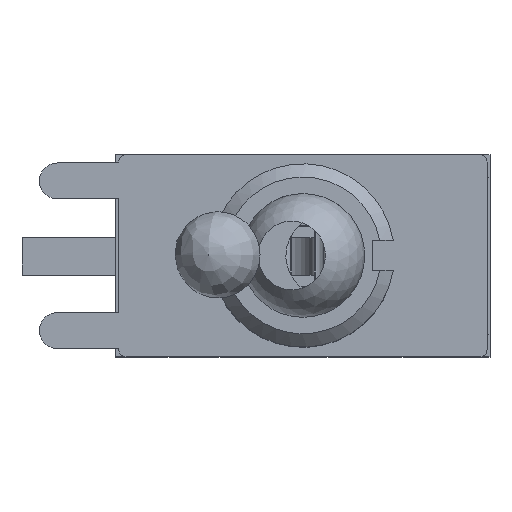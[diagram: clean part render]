
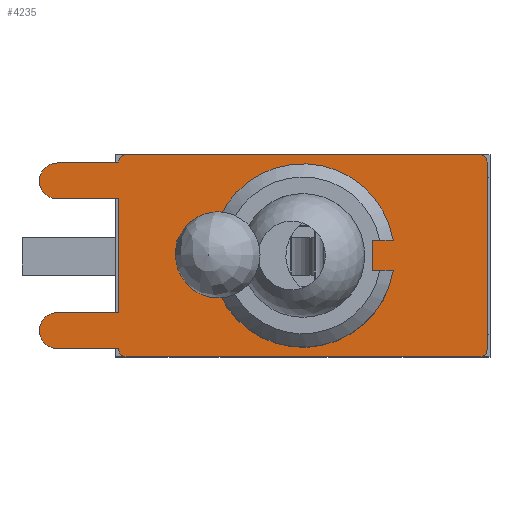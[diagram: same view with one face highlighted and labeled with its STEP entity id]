
A CAD part, top view. The second image highlights one B-rep face of the part: STEP entity #4235.
In plain terms, the highlighted planar face has unit normal (0, 0, 1).
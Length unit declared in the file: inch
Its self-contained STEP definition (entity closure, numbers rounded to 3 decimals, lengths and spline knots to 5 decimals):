
#47=FACE_BOUND('',#683,.T.);
#133=CIRCLE('',#4404,0.12244);
#190=CIRCLE('',#4579,0.02402);
#192=CIRCLE('',#4585,0.02402);
#194=CIRCLE('',#4590,0.00984);
#196=CIRCLE('',#4594,0.00984);
#198=CIRCLE('',#4598,0.00984);
#200=CIRCLE('',#4602,0.00984);
#432=FACE_OUTER_BOUND('',#682,.T.);
#682=EDGE_LOOP('',(#3666,#3667,#3668,#3669,#3670,#3671,#3672,#3673,#3674,
#3675,#3676,#3677,#3678,#3679,#3680,#3681));
#683=EDGE_LOOP('',(#3682,#3683,#3684,#3685));
#941=LINE('',#6378,#1415);
#1106=LINE('',#6854,#1580);
#1108=LINE('',#6857,#1582);
#1113=LINE('',#6869,#1587);
#1117=LINE('',#6877,#1591);
#1121=LINE('',#6888,#1595);
#1123=LINE('',#6892,#1597);
#1126=LINE('',#6898,#1600);
#1130=LINE('',#6910,#1604);
#1133=LINE('',#6917,#1607);
#1140=LINE('',#6933,#1614);
#1144=LINE('',#6945,#1618);
#1147=LINE('',#6954,#1621);
#1415=VECTOR('',#5113,0.3937);
#1580=VECTOR('',#5610,0.3937);
#1582=VECTOR('',#5614,0.3937);
#1587=VECTOR('',#5623,0.3937);
#1591=VECTOR('',#5629,0.3937);
#1595=VECTOR('',#5641,0.3937);
#1597=VECTOR('',#5645,0.3937);
#1600=VECTOR('',#5650,0.3937);
#1604=VECTOR('',#5662,0.3937);
#1607=VECTOR('',#5667,0.3937);
#1614=VECTOR('',#5682,0.3937);
#1618=VECTOR('',#5694,0.3937);
#1621=VECTOR('',#5705,0.3937);
#1825=VERTEX_POINT('',#6368);
#1826=VERTEX_POINT('',#6369);
#1829=VERTEX_POINT('',#6377);
#1968=VERTEX_POINT('',#6853);
#1971=VERTEX_POINT('',#6865);
#1973=VERTEX_POINT('',#6868);
#1976=VERTEX_POINT('',#6876);
#1978=VERTEX_POINT('',#6882);
#1979=VERTEX_POINT('',#6887);
#1980=VERTEX_POINT('',#6891);
#1982=VERTEX_POINT('',#6897);
#1984=VERTEX_POINT('',#6903);
#1986=VERTEX_POINT('',#6909);
#1987=VERTEX_POINT('',#6913);
#1989=VERTEX_POINT('',#6916);
#1992=VERTEX_POINT('',#6924);
#1994=VERTEX_POINT('',#6929);
#1996=VERTEX_POINT('',#6937);
#1998=VERTEX_POINT('',#6942);
#2000=VERTEX_POINT('',#6951);
#2281=EDGE_CURVE('',#1825,#1826,#133,.T.);
#2285=EDGE_CURVE('',#1829,#1825,#941,.T.);
#2518=EDGE_CURVE('',#1968,#1829,#1106,.T.);
#2520=EDGE_CURVE('',#1826,#1968,#1108,.T.);
#2525=EDGE_CURVE('',#1971,#1973,#1113,.T.);
#2529=EDGE_CURVE('',#1973,#1976,#1117,.T.);
#2532=EDGE_CURVE('',#1976,#1978,#190,.T.);
#2535=EDGE_CURVE('',#1978,#1979,#1121,.T.);
#2537=EDGE_CURVE('',#1979,#1980,#1123,.T.);
#2540=EDGE_CURVE('',#1980,#1982,#1126,.T.);
#2543=EDGE_CURVE('',#1982,#1984,#192,.T.);
#2546=EDGE_CURVE('',#1984,#1986,#1130,.T.);
#2549=EDGE_CURVE('',#1987,#1989,#1133,.T.);
#2553=EDGE_CURVE('',#1989,#1992,#194,.T.);
#2558=EDGE_CURVE('',#1992,#1994,#1140,.T.);
#2560=EDGE_CURVE('',#1994,#1996,#196,.T.);
#2564=EDGE_CURVE('',#1986,#1998,#1144,.T.);
#2566=EDGE_CURVE('',#1998,#1987,#198,.T.);
#2569=EDGE_CURVE('',#1996,#2000,#1147,.T.);
#2571=EDGE_CURVE('',#2000,#1971,#200,.T.);
#3666=ORIENTED_EDGE('',*,*,#2571,.F.);
#3667=ORIENTED_EDGE('',*,*,#2569,.F.);
#3668=ORIENTED_EDGE('',*,*,#2560,.F.);
#3669=ORIENTED_EDGE('',*,*,#2558,.F.);
#3670=ORIENTED_EDGE('',*,*,#2553,.F.);
#3671=ORIENTED_EDGE('',*,*,#2549,.F.);
#3672=ORIENTED_EDGE('',*,*,#2566,.F.);
#3673=ORIENTED_EDGE('',*,*,#2564,.F.);
#3674=ORIENTED_EDGE('',*,*,#2546,.F.);
#3675=ORIENTED_EDGE('',*,*,#2543,.F.);
#3676=ORIENTED_EDGE('',*,*,#2540,.F.);
#3677=ORIENTED_EDGE('',*,*,#2537,.F.);
#3678=ORIENTED_EDGE('',*,*,#2535,.F.);
#3679=ORIENTED_EDGE('',*,*,#2532,.F.);
#3680=ORIENTED_EDGE('',*,*,#2529,.F.);
#3681=ORIENTED_EDGE('',*,*,#2525,.F.);
#3682=ORIENTED_EDGE('',*,*,#2285,.F.);
#3683=ORIENTED_EDGE('',*,*,#2518,.F.);
#3684=ORIENTED_EDGE('',*,*,#2520,.F.);
#3685=ORIENTED_EDGE('',*,*,#2281,.F.);
#4004=PLANE('',#4608);
#4235=ADVANCED_FACE('',(#432,#47),#4004,.F.);
#4404=AXIS2_PLACEMENT_3D('',#6370,#5105,#5106);
#4579=AXIS2_PLACEMENT_3D('',#6883,#5635,#5636);
#4585=AXIS2_PLACEMENT_3D('',#6904,#5656,#5657);
#4590=AXIS2_PLACEMENT_3D('',#6925,#5674,#5675);
#4594=AXIS2_PLACEMENT_3D('',#6938,#5687,#5688);
#4598=AXIS2_PLACEMENT_3D('',#6948,#5699,#5700);
#4602=AXIS2_PLACEMENT_3D('',#6957,#5710,#5711);
#4608=AXIS2_PLACEMENT_3D('',#6967,#5722,#5723);
#5105=DIRECTION('center_axis',(0.,0.,
1.));
#5106=DIRECTION('ref_axis',(0.986,0.164,0.));
#5113=DIRECTION('',(1.,0.,0.));
#5610=DIRECTION('',(0.,1.,0.));
#5614=DIRECTION('',(-1.,0.,0.));
#5623=DIRECTION('',(0.,1.,0.));
#5629=DIRECTION('',(-1.,0.,0.));
#5635=DIRECTION('center_axis',(0.,0.,
-1.));
#5636=DIRECTION('ref_axis',(0.,-1.,0.));
#5641=DIRECTION('',(1.,0.,0.));
#5645=DIRECTION('',(0.,1.,0.));
#5650=DIRECTION('',(-1.,0.,0.));
#5656=DIRECTION('center_axis',(0.,0.,
-1.));
#5657=DIRECTION('ref_axis',(0.,-1.,0.));
#5662=DIRECTION('',(1.,0.,0.));
#5667=DIRECTION('',(1.,0.,0.));
#5674=DIRECTION('center_axis',(0.,0.,
-1.));
#5675=DIRECTION('ref_axis',(0.707,0.707,0.));
#5682=DIRECTION('',(0.,-1.,0.));
#5687=DIRECTION('center_axis',(0.,0.,
-1.));
#5688=DIRECTION('ref_axis',(0.707,-0.707,0.));
#5694=DIRECTION('',(0.,1.,0.));
#5699=DIRECTION('center_axis',(0.,0.,
-1.));
#5700=DIRECTION('ref_axis',(-0.707,0.707,0.));
#5705=DIRECTION('',(-1.,0.,0.));
#5710=DIRECTION('center_axis',(0.,0.,
-1.));
#5711=DIRECTION('ref_axis',(-0.707,-0.707,0.));
#5722=DIRECTION('center_axis',(0.,0.,
-1.));
#5723=DIRECTION('ref_axis',(-1.,0.,0.));
#6368=CARTESIAN_POINT('',(0.12078,0.02008,0.36969));
#6369=CARTESIAN_POINT('',(0.12078,-0.02008,0.36969));
#6370=CARTESIAN_POINT('Origin',(0.,0.,
0.36969));
#6377=CARTESIAN_POINT('',(0.09283,0.02008,0.36969));
#6378=CARTESIAN_POINT('',(0.02842,0.02008,0.36969));
#6853=CARTESIAN_POINT('',(0.09283,-0.02008,0.36969));
#6854=CARTESIAN_POINT('',(0.09283,0.01004,0.36969));
#6857=CARTESIAN_POINT('',(0.01444,-0.02008,0.36969));
#6865=CARTESIAN_POINT('',(-0.24606,-0.1252,0.36969));
#6868=CARTESIAN_POINT('',(-0.24606,-0.12402,0.36969));
#6869=CARTESIAN_POINT('',(-0.24606,-0.13504,0.36969));
#6876=CARTESIAN_POINT('',(-0.32795,-0.12402,0.36969));
#6877=CARTESIAN_POINT('',(-0.24606,-0.12402,0.36969));
#6882=CARTESIAN_POINT('',(-0.32795,-0.07598,0.36969));
#6883=CARTESIAN_POINT('Origin',(-0.32795,-0.1,0.36969));
#6887=CARTESIAN_POINT('',(-0.24606,-0.07598,0.36969));
#6888=CARTESIAN_POINT('',(-0.32795,-0.07598,0.36969));
#6891=CARTESIAN_POINT('',(-0.24606,0.07598,0.36969));
#6892=CARTESIAN_POINT('',(-0.24606,-0.07598,0.36969));
#6897=CARTESIAN_POINT('',(-0.32795,0.07598,0.36969));
#6898=CARTESIAN_POINT('',(-0.24606,0.07598,0.36969));
#6903=CARTESIAN_POINT('',(-0.32795,0.12402,0.36969));
#6904=CARTESIAN_POINT('Origin',(-0.32795,0.1,0.36969));
#6909=CARTESIAN_POINT('',(-0.24606,0.12402,0.36969));
#6910=CARTESIAN_POINT('',(-0.32795,0.12402,0.36969));
#6913=CARTESIAN_POINT('',(-0.23622,0.13504,0.36969));
#6916=CARTESIAN_POINT('',(0.23622,0.13504,0.36969));
#6917=CARTESIAN_POINT('',(-0.24606,0.13504,0.36969));
#6924=CARTESIAN_POINT('',(0.24606,0.1252,0.36969));
#6925=CARTESIAN_POINT('Origin',(0.23622,0.1252,0.36969));
#6929=CARTESIAN_POINT('',(0.24606,-0.1252,0.36969));
#6933=CARTESIAN_POINT('',(0.24606,0.13504,0.36969));
#6937=CARTESIAN_POINT('',(0.23622,-0.13504,0.36969));
#6938=CARTESIAN_POINT('Origin',(0.23622,-0.1252,0.36969));
#6942=CARTESIAN_POINT('',(-0.24606,0.1252,0.36969));
#6945=CARTESIAN_POINT('',(-0.24606,0.12402,0.36969));
#6948=CARTESIAN_POINT('Origin',(-0.23622,0.1252,0.36969));
#6951=CARTESIAN_POINT('',(-0.23622,-0.13504,0.36969));
#6954=CARTESIAN_POINT('',(0.24606,-0.13504,0.36969));
#6957=CARTESIAN_POINT('Origin',(-0.23622,-0.1252,0.36969));
#6967=CARTESIAN_POINT('Origin',(-0.06395,0.,
0.36969));
